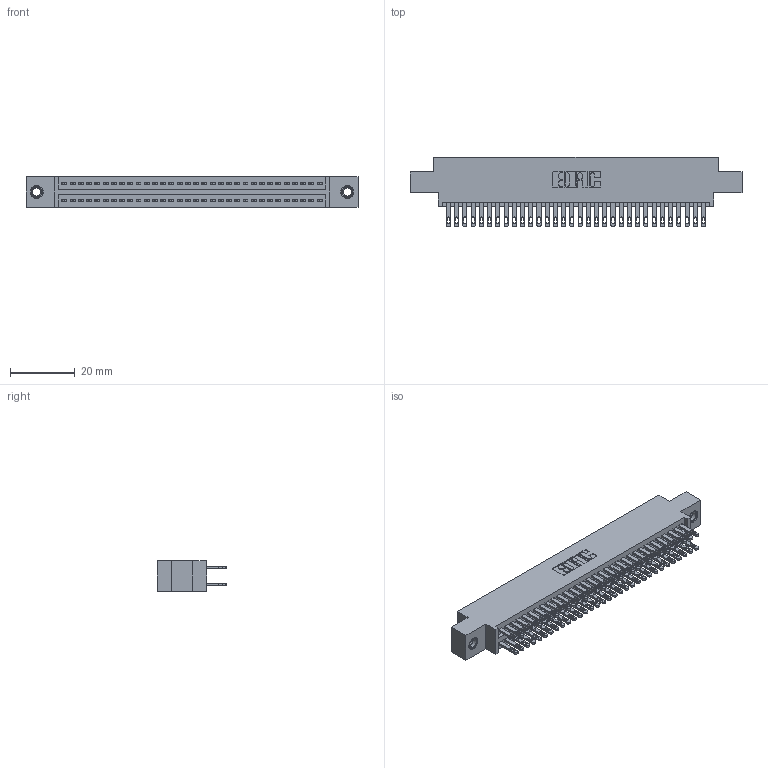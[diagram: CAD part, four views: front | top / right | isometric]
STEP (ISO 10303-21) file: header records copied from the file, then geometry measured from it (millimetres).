
FILE_DESCRIPTION (( 'STEP AP203' ), '1' );
FILE_NAME ('345-064-500-807.STEP', '2018-09-28T03:45:16', ( '' ), ( '' ), 'SwSTEP 2.0', 'SolidWorks 2016', '' );
FILE_SCHEMA (( 'CONFIG_CONTROL_DESIGN' ));
Length unit declared in the file: inch
Products named in the file (4): 345-064-500-807; 345 Part_0.170 Offset - 0.156 Dia-TI; 345-292-001_345-293-100; 345-250-001_345-250-005-103
Assembly tree (67 placements, depth 2):
  345-064-500-807
    345 Part_0.170 Offset - 0.156 Dia-TI
    345-292-001_345-293-100  x64
    345-250-001_345-250-005-103  x2
Bounding box: 102.49 x 21.51 x 9.4 mm (x, y, z)
Volume: 9931.7 mm3; surface area: 15311.2 mm2
Topology: 67 solids, 67 shells, 3134 faces, 9513 edges, 6334 vertices
Faces by surface type: plane 1844, cylinder 1274, cone 12, torus 4
Entity records: 27702 total; most frequent: CARTESIAN_POINT 4635, ORIENTED_EDGE 4562, DIRECTION 4127, EDGE_CURVE 2281, VECTOR 1997, LINE 1997, VERTEX_POINT 1516, AXIS2_PLACEMENT_3D 1065
